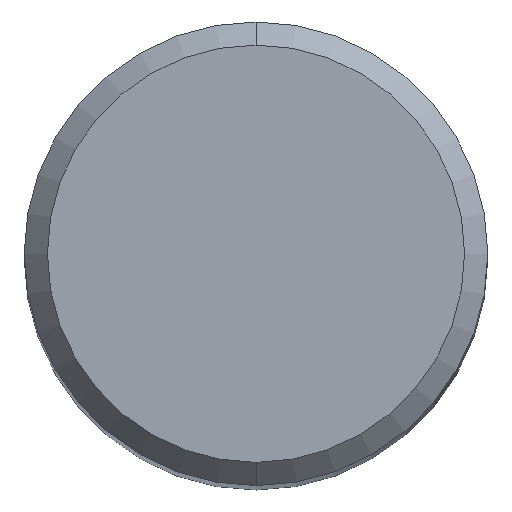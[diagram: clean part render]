
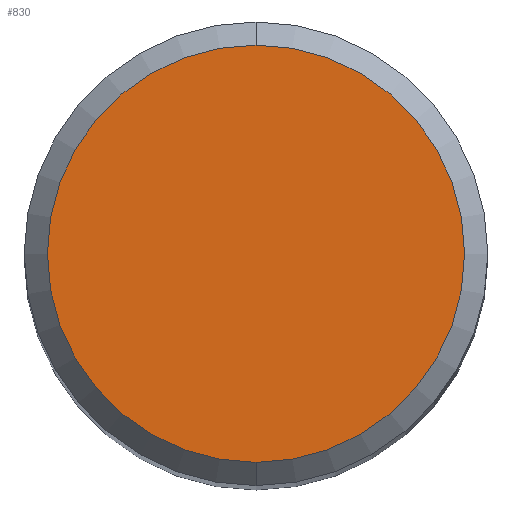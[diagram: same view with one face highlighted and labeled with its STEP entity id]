
A CAD part, top view. The second image highlights one B-rep face of the part: STEP entity #830.
In plain terms, the highlighted planar face has unit normal (0, 0, 1).
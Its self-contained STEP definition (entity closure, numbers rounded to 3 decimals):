
#350=EDGE_CURVE('',#718,#654,#941,.T.);
#654=VERTEX_POINT('',#1275);
#700=EDGE_CURVE('',#654,#718,#1323,.T.);
#718=VERTEX_POINT('',#1343);
#830=ADVANCED_FACE('',(#1466),#1467,.T.);
#941=CIRCLE('',#1629,5.4);
#1275=CARTESIAN_POINT('',(0.,-5.4,0.0));
#1323=CIRCLE('',#6912,5.4);
#1343=CARTESIAN_POINT('',(0.0,5.4,0.0));
#1466=FACE_OUTER_BOUND('',#7627,.T.);
#1467=PLANE('',#7628);
#1629=AXIS2_PLACEMENT_3D('',#9046,#9047,#9048);
#6912=AXIS2_PLACEMENT_3D('',#9450,#9451,#9452);
#7627=EDGE_LOOP('',(#9594,#9595));
#7628=AXIS2_PLACEMENT_3D('',#9596,#9597,#9598);
#9046=CARTESIAN_POINT('',(0.0,0.0,0.0));
#9047=DIRECTION('',(0.0,0.0,-1.0));
#9048=DIRECTION('',(0.0,1.0,0.0));
#9450=CARTESIAN_POINT('',(0.0,0.0,0.0));
#9451=DIRECTION('',(0.0,0.0,-1.0));
#9452=DIRECTION('',(0.0,1.0,0.0));
#9594=ORIENTED_EDGE('',*,*,#350,.F.);
#9595=ORIENTED_EDGE('',*,*,#700,.F.);
#9596=CARTESIAN_POINT('',(0.0,2.7,0.0));
#9597=DIRECTION('',(-0.0,0.0,1.0));
#9598=DIRECTION('',(0.0,-1.0,0.0));
